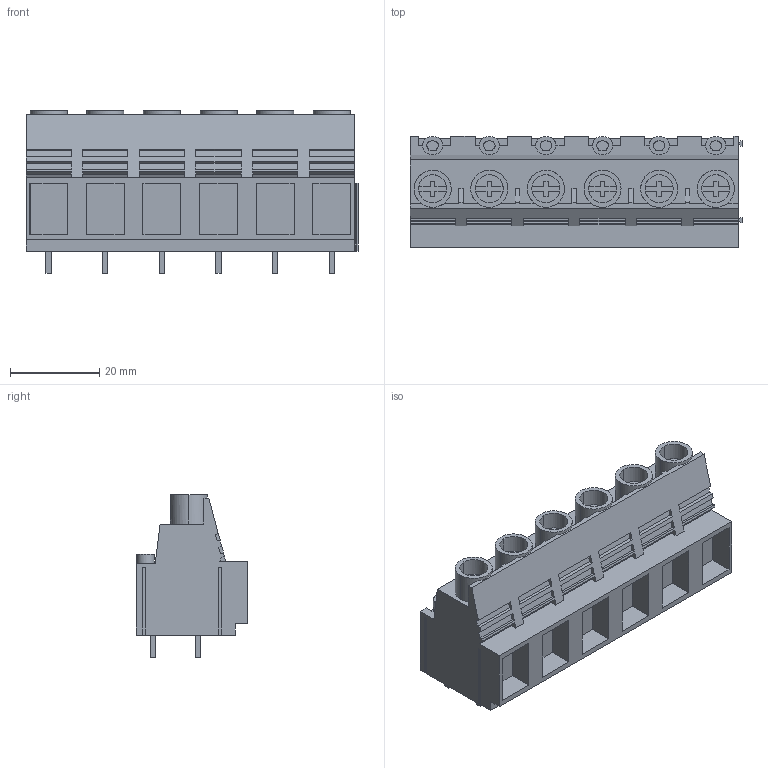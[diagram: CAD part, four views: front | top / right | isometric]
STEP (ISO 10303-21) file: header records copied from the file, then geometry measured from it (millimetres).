
FILE_DESCRIPTION(('CATIA V5 STEP Exchange','CAx-IF Rec.Pracs.--- Model Styling and Organization---1.2---2011-12-15'),'2;1');
FILE_NAME ('D1461539_0_2015380000_2015380000.stp','2018-04-09T05:46:23+00:00',('none'),('Weidmueller'),'CATIA Version 5-6 Release 2014','CATIA V5 STEP AP214','none');
FILE_SCHEMA(('AUTOMOTIVE_DESIGN { 1 0 10303 214 1 1 1 1 }'));
Length unit declared in the file: millimetre
Products named in the file (1): 2015380000
Bounding box: 74.46 x 25.07 x 36.5 mm (x, y, z)
Volume: 35236.5 mm3; surface area: 14639.7 mm2
Topology: 19 solids, 19 shells, 635 faces, 1713 edges, 1148 vertices
Faces by surface type: plane 575, cylinder 60
Entity records: 18326 total; most frequent: CARTESIAN_POINT 3471, ORIENTED_EDGE 3426, DIRECTION 2398, EDGE_CURVE 1713, VECTOR 1533, LINE 1533, VERTEX_POINT 1148, EDGE_LOOP 667
